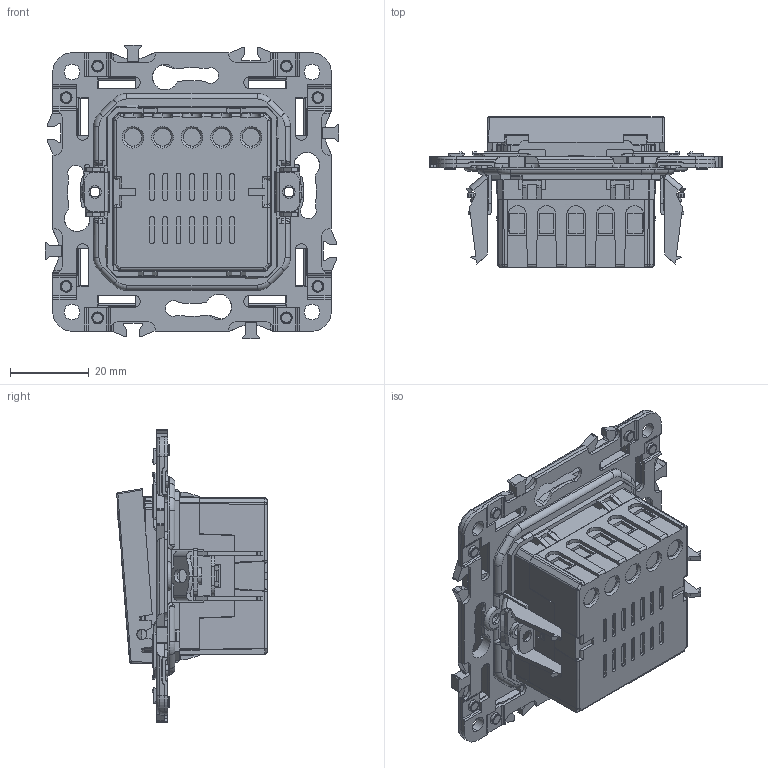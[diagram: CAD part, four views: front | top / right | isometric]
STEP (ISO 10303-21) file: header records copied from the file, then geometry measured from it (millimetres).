
FILE_DESCRIPTION (( 'STEP AP203' ), '1' );
FILE_NAME ('SKANDY Êíîïêà çâîíêà ñ èíä. îòåë..STEP', '2025-02-16T20:53:44', ( '' ), ( '' ), 'SwSTEP 2.0', 'SolidWorks 2022', '' );
FILE_SCHEMA (( 'CONFIG_CONTROL_DESIGN' ));
Length unit declared in the file: millimetre
Products named in the file (1): SKANDY Кнопка звонка с инд. отел.
Bounding box: 74.7 x 38.27 x 74.7 mm (x, y, z)
Volume: 66911 mm3; surface area: 36089.9 mm2
Topology: 10 solids, 17 shells, 2981 faces, 8382 edges, 5427 vertices
Faces by surface type: plane 1756, cylinder 777, bspline 282, torus 110, cone 38, sphere 18
Entity records: 106712 total; most frequent: CARTESIAN_POINT 31533, ORIENTED_EDGE 16748, DIRECTION 14084, EDGE_CURVE 8374, VECTOR 5758, LINE 5758, VERTEX_POINT 5427, AXIS2_PLACEMENT_3D 4163
